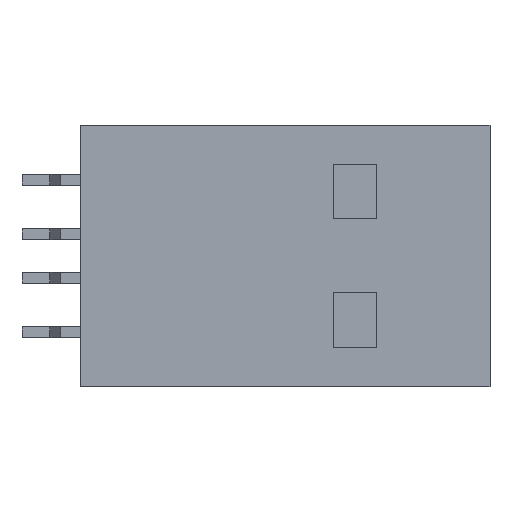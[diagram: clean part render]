
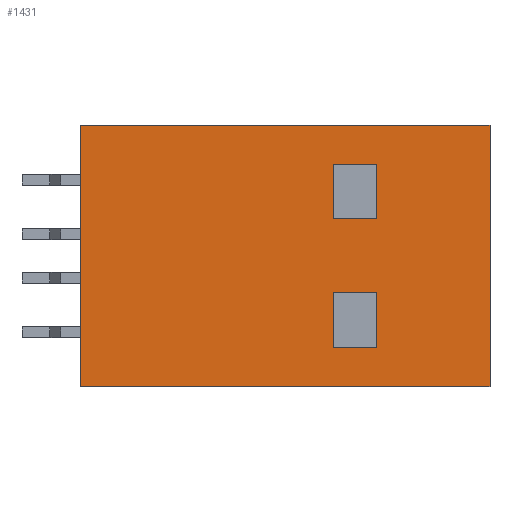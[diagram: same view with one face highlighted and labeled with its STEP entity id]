
A CAD part, top view. The second image highlights one B-rep face of the part: STEP entity #1431.
In plain terms, the highlighted planar face has unit normal (0, 0, 1).
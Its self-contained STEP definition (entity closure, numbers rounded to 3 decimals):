
#554 = VERTEX_POINT('',#555);
#555 = CARTESIAN_POINT('',(-7.8,6.,3.5));
#574 = VERTEX_POINT('',#575);
#575 = CARTESIAN_POINT('',(-7.8,-6.,3.5));
#581 = EDGE_CURVE('',#554,#574,#582,.T.);
#582 = LINE('',#583,#584);
#583 = CARTESIAN_POINT('',(-7.8,6.,3.5));
#584 = VECTOR('',#585,1.);
#585 = DIRECTION('',(0.,-1.,0.));
#1404 = VERTEX_POINT('',#1405);
#1405 = CARTESIAN_POINT('',(11.,6.,3.5));
#1411 = EDGE_CURVE('',#1404,#554,#1412,.T.);
#1412 = LINE('',#1413,#1414);
#1413 = CARTESIAN_POINT('',(11.,6.,3.5));
#1414 = VECTOR('',#1415,1.);
#1415 = DIRECTION('',(-1.,0.,0.));
#1431 = ADVANCED_FACE('',(#1432,#1450,#1484),#1518,.T.);
#1432 = FACE_BOUND('',#1433,.T.);
#1433 = EDGE_LOOP('',(#1434,#1442,#1443,#1444));
#1434 = ORIENTED_EDGE('',*,*,#1435,.F.);
#1435 = EDGE_CURVE('',#1404,#1436,#1438,.T.);
#1436 = VERTEX_POINT('',#1437);
#1437 = CARTESIAN_POINT('',(11.,-6.,3.5));
#1438 = LINE('',#1439,#1440);
#1439 = CARTESIAN_POINT('',(11.,6.,3.5));
#1440 = VECTOR('',#1441,1.);
#1441 = DIRECTION('',(0.,-1.,0.));
#1442 = ORIENTED_EDGE('',*,*,#1411,.T.);
#1443 = ORIENTED_EDGE('',*,*,#581,.T.);
#1444 = ORIENTED_EDGE('',*,*,#1445,.F.);
#1445 = EDGE_CURVE('',#1436,#574,#1446,.T.);
#1446 = LINE('',#1447,#1448);
#1447 = CARTESIAN_POINT('',(11.,-6.,3.5));
#1448 = VECTOR('',#1449,1.);
#1449 = DIRECTION('',(-1.,0.,0.));
#1450 = FACE_BOUND('',#1451,.T.);
#1451 = EDGE_LOOP('',(#1452,#1462,#1470,#1478));
#1452 = ORIENTED_EDGE('',*,*,#1453,.F.);
#1453 = EDGE_CURVE('',#1454,#1456,#1458,.T.);
#1454 = VERTEX_POINT('',#1455);
#1455 = CARTESIAN_POINT('',(3.8,-1.7,3.5));
#1456 = VERTEX_POINT('',#1457);
#1457 = CARTESIAN_POINT('',(3.8,-4.2,3.5));
#1458 = LINE('',#1459,#1460);
#1459 = CARTESIAN_POINT('',(3.8,2.15,3.5));
#1460 = VECTOR('',#1461,1.);
#1461 = DIRECTION('',(0.,-1.,0.));
#1462 = ORIENTED_EDGE('',*,*,#1463,.T.);
#1463 = EDGE_CURVE('',#1454,#1464,#1466,.T.);
#1464 = VERTEX_POINT('',#1465);
#1465 = CARTESIAN_POINT('',(5.8,-1.7,3.5));
#1466 = LINE('',#1467,#1468);
#1467 = CARTESIAN_POINT('',(8.4,-1.7,3.5));
#1468 = VECTOR('',#1469,1.);
#1469 = DIRECTION('',(1.,0.,0.));
#1470 = ORIENTED_EDGE('',*,*,#1471,.T.);
#1471 = EDGE_CURVE('',#1464,#1472,#1474,.T.);
#1472 = VERTEX_POINT('',#1473);
#1473 = CARTESIAN_POINT('',(5.8,-4.2,3.5));
#1474 = LINE('',#1475,#1476);
#1475 = CARTESIAN_POINT('',(5.8,2.15,3.5));
#1476 = VECTOR('',#1477,1.);
#1477 = DIRECTION('',(0.,-1.,0.));
#1478 = ORIENTED_EDGE('',*,*,#1479,.F.);
#1479 = EDGE_CURVE('',#1456,#1472,#1480,.T.);
#1480 = LINE('',#1481,#1482);
#1481 = CARTESIAN_POINT('',(8.4,-4.2,3.5));
#1482 = VECTOR('',#1483,1.);
#1483 = DIRECTION('',(1.,0.,0.));
#1484 = FACE_BOUND('',#1485,.T.);
#1485 = EDGE_LOOP('',(#1486,#1496,#1504,#1512));
#1486 = ORIENTED_EDGE('',*,*,#1487,.F.);
#1487 = EDGE_CURVE('',#1488,#1490,#1492,.T.);
#1488 = VERTEX_POINT('',#1489);
#1489 = CARTESIAN_POINT('',(3.8,1.7,3.5));
#1490 = VERTEX_POINT('',#1491);
#1491 = CARTESIAN_POINT('',(5.8,1.7,3.5));
#1492 = LINE('',#1493,#1494);
#1493 = CARTESIAN_POINT('',(8.4,1.7,3.5));
#1494 = VECTOR('',#1495,1.);
#1495 = DIRECTION('',(1.,0.,0.));
#1496 = ORIENTED_EDGE('',*,*,#1497,.F.);
#1497 = EDGE_CURVE('',#1498,#1488,#1500,.T.);
#1498 = VERTEX_POINT('',#1499);
#1499 = CARTESIAN_POINT('',(3.8,4.2,3.5));
#1500 = LINE('',#1501,#1502);
#1501 = CARTESIAN_POINT('',(3.8,5.1,3.5));
#1502 = VECTOR('',#1503,1.);
#1503 = DIRECTION('',(0.,-1.,0.));
#1504 = ORIENTED_EDGE('',*,*,#1505,.T.);
#1505 = EDGE_CURVE('',#1498,#1506,#1508,.T.);
#1506 = VERTEX_POINT('',#1507);
#1507 = CARTESIAN_POINT('',(5.8,4.2,3.5));
#1508 = LINE('',#1509,#1510);
#1509 = CARTESIAN_POINT('',(8.4,4.2,3.5));
#1510 = VECTOR('',#1511,1.);
#1511 = DIRECTION('',(1.,0.,0.));
#1512 = ORIENTED_EDGE('',*,*,#1513,.T.);
#1513 = EDGE_CURVE('',#1506,#1490,#1514,.T.);
#1514 = LINE('',#1515,#1516);
#1515 = CARTESIAN_POINT('',(5.8,5.1,3.5));
#1516 = VECTOR('',#1517,1.);
#1517 = DIRECTION('',(0.,-1.,0.));
#1518 = PLANE('',#1519);
#1519 = AXIS2_PLACEMENT_3D('',#1520,#1521,#1522);
#1520 = CARTESIAN_POINT('',(11.,6.,3.5));
#1521 = DIRECTION('',(0.,0.,1.));
#1522 = DIRECTION('',(-1.,0.,0.));
